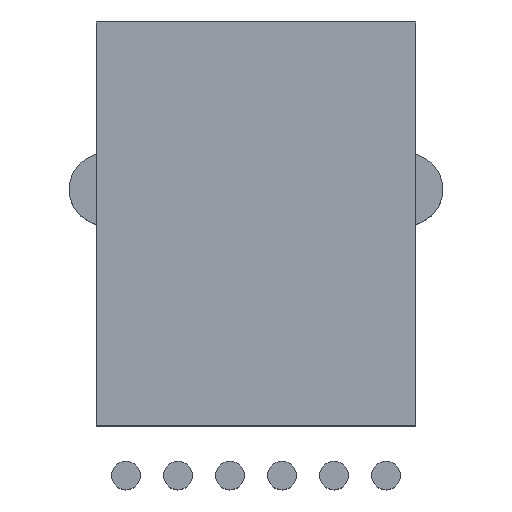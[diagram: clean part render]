
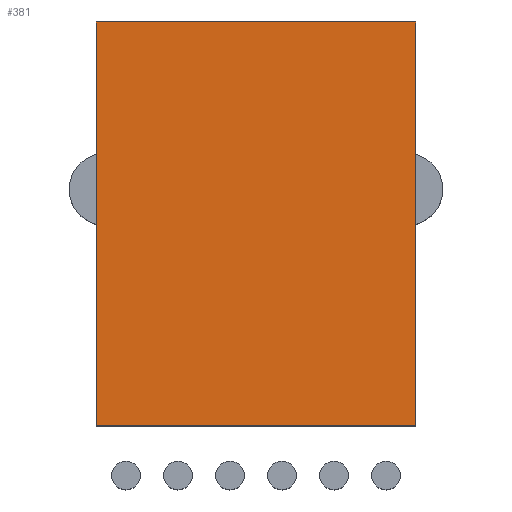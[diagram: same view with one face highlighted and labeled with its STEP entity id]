
A CAD part, top view. The second image highlights one B-rep face of the part: STEP entity #381.
In plain terms, the highlighted planar face has unit normal (0, 0, 1).
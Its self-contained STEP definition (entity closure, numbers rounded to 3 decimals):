
#67 = VERTEX_POINT('',#68);
#68 = CARTESIAN_POINT('',(-3.15,1.9,20.5));
#75 = PLANE('',#76);
#76 = AXIS2_PLACEMENT_3D('',#77,#78,#79);
#77 = CARTESIAN_POINT('',(-3.15,1.9,0.));
#78 = DIRECTION('',(0.,1.,0.));
#79 = DIRECTION('',(1.,0.,0.));
#87 = PLANE('',#88);
#88 = AXIS2_PLACEMENT_3D('',#89,#90,#91);
#89 = CARTESIAN_POINT('',(-3.15,17.4,0.));
#90 = DIRECTION('',(1.,0.,-0.));
#91 = DIRECTION('',(0.,-1.,0.));
#99 = EDGE_CURVE('',#67,#100,#102,.T.);
#100 = VERTEX_POINT('',#101);
#101 = CARTESIAN_POINT('',(9.15,1.9,20.5));
#102 = SURFACE_CURVE('',#103,(#107,#114),.PCURVE_S1.);
#103 = LINE('',#104,#105);
#104 = CARTESIAN_POINT('',(-3.15,1.9,20.5));
#105 = VECTOR('',#106,1.);
#106 = DIRECTION('',(1.,0.,0.));
#107 = PCURVE('',#75,#108);
#108 = DEFINITIONAL_REPRESENTATION('',(#109),#113);
#109 = LINE('',#110,#111);
#110 = CARTESIAN_POINT('',(0.,-20.5));
#111 = VECTOR('',#112,1.);
#112 = DIRECTION('',(1.,0.));
#113 = ( GEOMETRIC_REPRESENTATION_CONTEXT(2) 
PARAMETRIC_REPRESENTATION_CONTEXT() REPRESENTATION_CONTEXT('2D SPACE',''
  ) );
#114 = PCURVE('',#115,#120);
#115 = PLANE('',#116);
#116 = AXIS2_PLACEMENT_3D('',#117,#118,#119);
#117 = CARTESIAN_POINT('',(3.,9.65,20.5));
#118 = DIRECTION('',(0.,0.,1.));
#119 = DIRECTION('',(1.,0.,0.));
#120 = DEFINITIONAL_REPRESENTATION('',(#121),#125);
#121 = LINE('',#122,#123);
#122 = CARTESIAN_POINT('',(-6.15,-7.75));
#123 = VECTOR('',#124,1.);
#124 = DIRECTION('',(1.,0.));
#125 = ( GEOMETRIC_REPRESENTATION_CONTEXT(2) 
PARAMETRIC_REPRESENTATION_CONTEXT() REPRESENTATION_CONTEXT('2D SPACE',''
  ) );
#143 = PLANE('',#144);
#144 = AXIS2_PLACEMENT_3D('',#145,#146,#147);
#145 = CARTESIAN_POINT('',(9.15,1.9,0.));
#146 = DIRECTION('',(-1.,0.,0.));
#147 = DIRECTION('',(0.,1.,0.));
#185 = EDGE_CURVE('',#100,#186,#188,.T.);
#186 = VERTEX_POINT('',#187);
#187 = CARTESIAN_POINT('',(9.15,17.4,20.5));
#188 = SURFACE_CURVE('',#189,(#193,#200),.PCURVE_S1.);
#189 = LINE('',#190,#191);
#190 = CARTESIAN_POINT('',(9.15,1.9,20.5));
#191 = VECTOR('',#192,1.);
#192 = DIRECTION('',(0.,1.,0.));
#193 = PCURVE('',#143,#194);
#194 = DEFINITIONAL_REPRESENTATION('',(#195),#199);
#195 = LINE('',#196,#197);
#196 = CARTESIAN_POINT('',(0.,-20.5));
#197 = VECTOR('',#198,1.);
#198 = DIRECTION('',(1.,0.));
#199 = ( GEOMETRIC_REPRESENTATION_CONTEXT(2) 
PARAMETRIC_REPRESENTATION_CONTEXT() REPRESENTATION_CONTEXT('2D SPACE',''
  ) );
#200 = PCURVE('',#115,#201);
#201 = DEFINITIONAL_REPRESENTATION('',(#202),#206);
#202 = LINE('',#203,#204);
#203 = CARTESIAN_POINT('',(6.15,-7.75));
#204 = VECTOR('',#205,1.);
#205 = DIRECTION('',(0.,1.));
#206 = ( GEOMETRIC_REPRESENTATION_CONTEXT(2) 
PARAMETRIC_REPRESENTATION_CONTEXT() REPRESENTATION_CONTEXT('2D SPACE',''
  ) );
#224 = PLANE('',#225);
#225 = AXIS2_PLACEMENT_3D('',#226,#227,#228);
#226 = CARTESIAN_POINT('',(9.15,17.4,0.));
#227 = DIRECTION('',(0.,-1.,0.));
#228 = DIRECTION('',(-1.,0.,0.));
#261 = EDGE_CURVE('',#186,#262,#264,.T.);
#262 = VERTEX_POINT('',#263);
#263 = CARTESIAN_POINT('',(-3.15,17.4,20.5));
#264 = SURFACE_CURVE('',#265,(#269,#276),.PCURVE_S1.);
#265 = LINE('',#266,#267);
#266 = CARTESIAN_POINT('',(9.15,17.4,20.5));
#267 = VECTOR('',#268,1.);
#268 = DIRECTION('',(-1.,0.,0.));
#269 = PCURVE('',#224,#270);
#270 = DEFINITIONAL_REPRESENTATION('',(#271),#275);
#271 = LINE('',#272,#273);
#272 = CARTESIAN_POINT('',(0.,-20.5));
#273 = VECTOR('',#274,1.);
#274 = DIRECTION('',(1.,0.));
#275 = ( GEOMETRIC_REPRESENTATION_CONTEXT(2) 
PARAMETRIC_REPRESENTATION_CONTEXT() REPRESENTATION_CONTEXT('2D SPACE',''
  ) );
#276 = PCURVE('',#115,#277);
#277 = DEFINITIONAL_REPRESENTATION('',(#278),#282);
#278 = LINE('',#279,#280);
#279 = CARTESIAN_POINT('',(6.15,7.75));
#280 = VECTOR('',#281,1.);
#281 = DIRECTION('',(-1.,0.));
#282 = ( GEOMETRIC_REPRESENTATION_CONTEXT(2) 
PARAMETRIC_REPRESENTATION_CONTEXT() REPRESENTATION_CONTEXT('2D SPACE',''
  ) );
#332 = EDGE_CURVE('',#262,#67,#333,.T.);
#333 = SURFACE_CURVE('',#334,(#338,#345),.PCURVE_S1.);
#334 = LINE('',#335,#336);
#335 = CARTESIAN_POINT('',(-3.15,17.4,20.5));
#336 = VECTOR('',#337,1.);
#337 = DIRECTION('',(0.,-1.,0.));
#338 = PCURVE('',#87,#339);
#339 = DEFINITIONAL_REPRESENTATION('',(#340),#344);
#340 = LINE('',#341,#342);
#341 = CARTESIAN_POINT('',(0.,-20.5));
#342 = VECTOR('',#343,1.);
#343 = DIRECTION('',(1.,0.));
#344 = ( GEOMETRIC_REPRESENTATION_CONTEXT(2) 
PARAMETRIC_REPRESENTATION_CONTEXT() REPRESENTATION_CONTEXT('2D SPACE',''
  ) );
#345 = PCURVE('',#115,#346);
#346 = DEFINITIONAL_REPRESENTATION('',(#347),#351);
#347 = LINE('',#348,#349);
#348 = CARTESIAN_POINT('',(-6.15,7.75));
#349 = VECTOR('',#350,1.);
#350 = DIRECTION('',(0.,-1.));
#351 = ( GEOMETRIC_REPRESENTATION_CONTEXT(2) 
PARAMETRIC_REPRESENTATION_CONTEXT() REPRESENTATION_CONTEXT('2D SPACE',''
  ) );
#381 = ADVANCED_FACE('',(#382),#115,.T.);
#382 = FACE_BOUND('',#383,.T.);
#383 = EDGE_LOOP('',(#384,#385,#386,#387));
#384 = ORIENTED_EDGE('',*,*,#99,.T.);
#385 = ORIENTED_EDGE('',*,*,#185,.T.);
#386 = ORIENTED_EDGE('',*,*,#261,.T.);
#387 = ORIENTED_EDGE('',*,*,#332,.T.);
